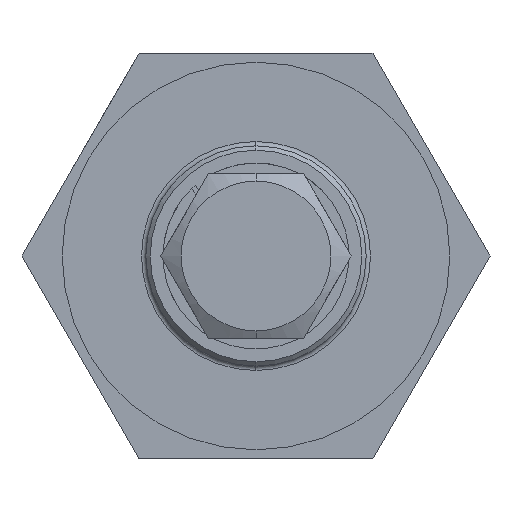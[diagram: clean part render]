
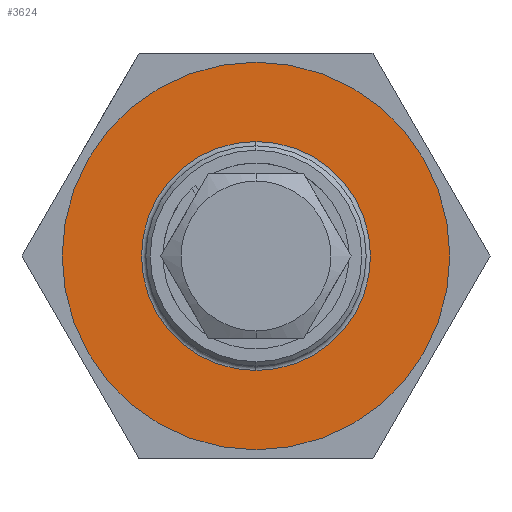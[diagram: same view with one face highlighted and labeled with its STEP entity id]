
A CAD part, left-side view. The second image highlights one B-rep face of the part: STEP entity #3624.
In plain terms, the highlighted planar face has unit normal (-1, 0, 0).
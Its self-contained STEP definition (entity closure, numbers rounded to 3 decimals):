
#93 = EDGE_CURVE ( 'NONE', #8292, #3863, #7640, .T. ) ;
#103 = DIRECTION ( 'NONE',  ( -1., 0., 0. ) ) ;
#153 = ORIENTED_EDGE ( 'NONE', *, *, #93, .T. ) ;
#182 = DIRECTION ( 'NONE',  ( 0., 0., 1. ) ) ;
#570 = AXIS2_PLACEMENT_3D ( 'NONE', #7227, #3147, #8873 ) ;
#613 = DIRECTION ( 'NONE',  ( 0., 0., 1. ) ) ;
#831 = AXIS2_PLACEMENT_3D ( 'NONE', #9964, #5054, #182 ) ;
#1512 = PLANE ( 'NONE',  #570 ) ;
#1627 = EDGE_LOOP ( 'NONE', ( #4164, #153 ) ) ;
#1816 = CARTESIAN_POINT ( 'NONE',  ( 0., 0., 0. ) ) ;
#1898 = CARTESIAN_POINT ( 'NONE',  ( 0., 0., -22. ) ) ;
#1933 = ORIENTED_EDGE ( 'NONE', *, *, #9201, .F. ) ;
#1939 = FACE_OUTER_BOUND ( 'NONE', #1627, .T. ) ;
#2003 = VERTEX_POINT ( 'NONE', #3015 ) ;
#2203 = CIRCLE ( 'NONE', #4177, 13. ) ;
#2547 = EDGE_CURVE ( 'NONE', #3863, #8292, #4524, .T. ) ;
#2799 = DIRECTION ( 'NONE',  ( 0., 0., 1. ) ) ;
#3015 = CARTESIAN_POINT ( 'NONE',  ( 0., 0., 13. ) ) ;
#3047 = AXIS2_PLACEMENT_3D ( 'NONE', #1816, #103, #2799 ) ;
#3147 = DIRECTION ( 'NONE',  ( 1., 0., 0. ) ) ;
#3165 = EDGE_LOOP ( 'NONE', ( #1933, #6356 ) ) ;
#3624 = ADVANCED_FACE ( 'NONE', ( #1939, #9620 ), #1512, .F. ) ;
#3794 = CARTESIAN_POINT ( 'NONE',  ( 0., 0., -13. ) ) ;
#3863 = VERTEX_POINT ( 'NONE', #6663 ) ;
#4164 = ORIENTED_EDGE ( 'NONE', *, *, #2547, .T. ) ;
#4177 = AXIS2_PLACEMENT_3D ( 'NONE', #4865, #9082, #5693 ) ;
#4309 = AXIS2_PLACEMENT_3D ( 'NONE', #10417, #5504, #613 ) ;
#4524 = CIRCLE ( 'NONE', #831, 22. ) ;
#4865 = CARTESIAN_POINT ( 'NONE',  ( 0., 0., 0. ) ) ;
#5054 = DIRECTION ( 'NONE',  ( -1., 0., 0. ) ) ;
#5504 = DIRECTION ( 'NONE',  ( -1., 0., 0. ) ) ;
#5693 = DIRECTION ( 'NONE',  ( 0., 0., 1. ) ) ;
#6356 = ORIENTED_EDGE ( 'NONE', *, *, #8033, .F. ) ;
#6663 = CARTESIAN_POINT ( 'NONE',  ( 0., 0., 22. ) ) ;
#7227 = CARTESIAN_POINT ( 'NONE',  ( 0., 0., 0. ) ) ;
#7640 = CIRCLE ( 'NONE', #3047, 22. ) ;
#8033 = EDGE_CURVE ( 'NONE', #8406, #2003, #8749, .T. ) ;
#8292 = VERTEX_POINT ( 'NONE', #1898 ) ;
#8406 = VERTEX_POINT ( 'NONE', #3794 ) ;
#8749 = CIRCLE ( 'NONE', #4309, 13. ) ;
#8873 = DIRECTION ( 'NONE',  ( 0., 0., -1. ) ) ;
#9082 = DIRECTION ( 'NONE',  ( -1., 0., 0. ) ) ;
#9201 = EDGE_CURVE ( 'NONE', #2003, #8406, #2203, .T. ) ;
#9620 = FACE_BOUND ( 'NONE', #3165, .T. ) ;
#9964 = CARTESIAN_POINT ( 'NONE',  ( 0., 0., 0. ) ) ;
#10417 = CARTESIAN_POINT ( 'NONE',  ( 0., 0., 0. ) ) ;
